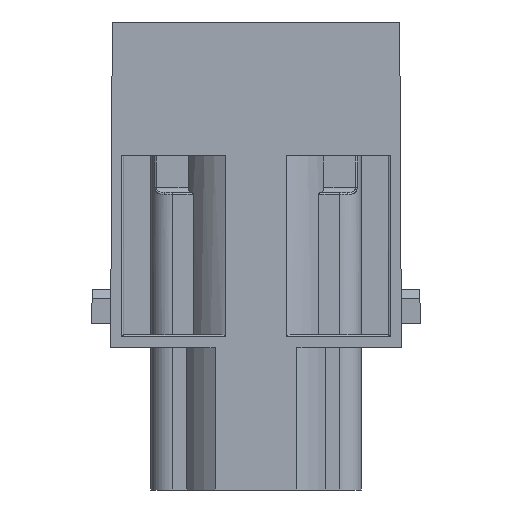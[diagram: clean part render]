
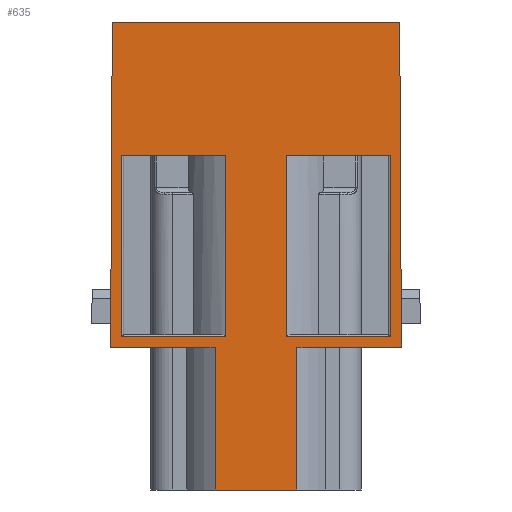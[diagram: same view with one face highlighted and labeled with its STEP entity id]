
A CAD part, front view. The second image highlights one B-rep face of the part: STEP entity #635.
In plain terms, the highlighted planar face has unit normal (0, -1, 0).
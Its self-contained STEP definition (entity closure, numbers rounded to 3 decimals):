
#635=ADVANCED_FACE('',(#1149,#1150,#1151),#873,.T.);
#873=PLANE('',#4894);
#1149=FACE_BOUND('',#1220,.T.);
#1150=FACE_BOUND('',#1221,.T.);
#1151=FACE_BOUND('',#1222,.T.);
#1220=EDGE_LOOP('',(#1800,#1801,#1802,#1803));
#1221=EDGE_LOOP('',(#1804,#1805,#1806,#1807,#1808,#1809,#1810,#1811));
#1222=EDGE_LOOP('',(#1812,#1813,#1814,#1815));
#1800=ORIENTED_EDGE('',*,*,#3544,.F.);
#1801=ORIENTED_EDGE('',*,*,#3421,.F.);
#1802=ORIENTED_EDGE('',*,*,#3386,.T.);
#1803=ORIENTED_EDGE('',*,*,#3411,.T.);
#1804=ORIENTED_EDGE('',*,*,#3518,.T.);
#1805=ORIENTED_EDGE('',*,*,#3545,.T.);
#1806=ORIENTED_EDGE('',*,*,#3546,.T.);
#1807=ORIENTED_EDGE('',*,*,#3547,.F.);
#1808=ORIENTED_EDGE('',*,*,#3473,.F.);
#1809=ORIENTED_EDGE('',*,*,#3548,.T.);
#1810=ORIENTED_EDGE('',*,*,#3451,.F.);
#1811=ORIENTED_EDGE('',*,*,#3391,.F.);
#1812=ORIENTED_EDGE('',*,*,#3549,.F.);
#1813=ORIENTED_EDGE('',*,*,#3550,.F.);
#1814=ORIENTED_EDGE('',*,*,#3551,.F.);
#1815=ORIENTED_EDGE('',*,*,#3552,.T.);
#2908=VERTEX_POINT('',#6660);
#2909=VERTEX_POINT('',#6662);
#2910=VERTEX_POINT('',#6666);
#2913=VERTEX_POINT('',#6671);
#2929=VERTEX_POINT('',#6728);
#2936=VERTEX_POINT('',#6791);
#2953=VERTEX_POINT('',#6902);
#2972=VERTEX_POINT('',#6943);
#2973=VERTEX_POINT('',#6945);
#3010=VERTEX_POINT('',#7032);
#3032=VERTEX_POINT('',#7084);
#3033=VERTEX_POINT('',#7086);
#3034=VERTEX_POINT('',#7090);
#3035=VERTEX_POINT('',#7091);
#3036=VERTEX_POINT('',#7093);
#3037=VERTEX_POINT('',#7095);
#3386=EDGE_CURVE('',#2909,#2908,#4071,.T.);
#3391=EDGE_CURVE('',#2913,#2910,#4075,.T.);
#3411=EDGE_CURVE('',#2908,#2929,#4092,.T.);
#3421=EDGE_CURVE('',#2909,#2936,#4096,.T.);
#3451=EDGE_CURVE('',#2910,#2953,#4111,.T.);
#3473=EDGE_CURVE('',#2972,#2973,#4121,.T.);
#3518=EDGE_CURVE('',#2913,#3010,#4154,.T.);
#3544=EDGE_CURVE('',#2936,#2929,#4178,.T.);
#3545=EDGE_CURVE('',#3010,#3032,#4179,.T.);
#3546=EDGE_CURVE('',#3032,#3033,#4180,.T.);
#3547=EDGE_CURVE('',#2973,#3033,#4181,.T.);
#3548=EDGE_CURVE('',#2972,#2953,#4182,.T.);
#3549=EDGE_CURVE('',#3034,#3035,#4183,.T.);
#3550=EDGE_CURVE('',#3036,#3034,#4184,.T.);
#3551=EDGE_CURVE('',#3037,#3036,#4185,.T.);
#3552=EDGE_CURVE('',#3037,#3035,#4186,.T.);
#4071=LINE('',#6661,#4457);
#4075=LINE('',#6672,#4461);
#4092=LINE('',#6729,#4478);
#4096=LINE('',#6790,#4482);
#4111=LINE('',#6901,#4497);
#4121=LINE('',#6944,#4507);
#4154=LINE('',#7034,#4540);
#4178=LINE('',#7082,#4564);
#4179=LINE('',#7083,#4565);
#4180=LINE('',#7085,#4566);
#4181=LINE('',#7087,#4567);
#4182=LINE('',#7088,#4568);
#4183=LINE('',#7089,#4569);
#4184=LINE('',#7092,#4570);
#4185=LINE('',#7094,#4571);
#4186=LINE('',#7096,#4572);
#4457=VECTOR('',#5379,1.);
#4461=VECTOR('',#5387,1.);
#4478=VECTOR('',#5420,1.);
#4482=VECTOR('',#5436,1.);
#4497=VECTOR('',#5491,1.);
#4507=VECTOR('',#5527,1.);
#4540=VECTOR('',#5596,1.);
#4564=VECTOR('',#5628,1.);
#4565=VECTOR('',#5629,1.);
#4566=VECTOR('',#5630,1.);
#4567=VECTOR('',#5631,1.);
#4568=VECTOR('',#5632,1.);
#4569=VECTOR('',#5633,1.);
#4570=VECTOR('',#5634,1.);
#4571=VECTOR('',#5635,1.);
#4572=VECTOR('',#5636,1.);
#4894=AXIS2_PLACEMENT_3D('',#7097,#5637,#5638);
#5379=DIRECTION('',(0.,0.,-1.));
#5387=DIRECTION('',(0.005,0.,-1.));
#5420=DIRECTION('',(-1.,0.,0.));
#5436=DIRECTION('',(-1.,0.,0.));
#5491=DIRECTION('',(-1.,0.,0.));
#5527=DIRECTION('',(-1.,0.,0.));
#5596=DIRECTION('',(-1.,0.,0.));
#5628=DIRECTION('',(0.,0.,-1.));
#5629=DIRECTION('',(-0.005,0.,-1.));
#5630=DIRECTION('',(1.,0.,0.));
#5631=DIRECTION('',(0.,0.,1.));
#5632=DIRECTION('',(0.,0.,1.));
#5633=DIRECTION('',(0.,0.,1.));
#5634=DIRECTION('',(1.,0.,0.));
#5635=DIRECTION('',(0.,0.,-1.));
#5636=DIRECTION('',(1.,0.,0.));
#5637=DIRECTION('',(0.,-1.,0.));
#5638=DIRECTION('',(1.,0.,0.));
#6660=CARTESIAN_POINT('',(13.95,-7.3,-62.55));
#6661=CARTESIAN_POINT('',(13.95,-7.3,-75.75));
#6662=CARTESIAN_POINT('',(13.95,-7.3,-43.75));
#6666=CARTESIAN_POINT('',(15.1,-7.3,-63.7));
#6671=CARTESIAN_POINT('',(14.925,-7.3,-29.85));
#6672=CARTESIAN_POINT('',(14.925,-7.3,-29.85));
#6728=CARTESIAN_POINT('',(3.148,-7.3,-62.55));
#6729=CARTESIAN_POINT('',(0.,-7.3,-62.55));
#6790=CARTESIAN_POINT('',(15.1,-7.3,-43.75));
#6791=CARTESIAN_POINT('',(3.148,-7.3,-43.75));
#6901=CARTESIAN_POINT('',(15.1,-7.3,-63.7));
#6902=CARTESIAN_POINT('',(4.256,-7.3,-63.7));
#6943=CARTESIAN_POINT('',(4.256,-7.3,-78.45));
#6944=CARTESIAN_POINT('',(0.,-7.3,-78.45));
#6945=CARTESIAN_POINT('',(-4.256,-7.3,-78.45));
#7032=CARTESIAN_POINT('',(-14.925,-7.3,-29.85));
#7034=CARTESIAN_POINT('',(-14.925,-7.3,-29.85));
#7082=CARTESIAN_POINT('',(3.148,-7.3,-75.75));
#7083=CARTESIAN_POINT('',(-14.925,-7.3,-29.85));
#7084=CARTESIAN_POINT('',(-15.1,-7.3,-63.7));
#7085=CARTESIAN_POINT('',(-15.1,-7.3,-63.7));
#7086=CARTESIAN_POINT('',(-4.256,-7.3,-63.7));
#7087=CARTESIAN_POINT('',(-4.256,-7.3,-75.75));
#7088=CARTESIAN_POINT('',(4.256,-7.3,-75.75));
#7089=CARTESIAN_POINT('',(-3.148,-7.3,-75.75));
#7090=CARTESIAN_POINT('',(-3.148,-7.3,-62.55));
#7091=CARTESIAN_POINT('',(-3.148,-7.3,-43.75));
#7092=CARTESIAN_POINT('',(0.,-7.3,-62.55));
#7093=CARTESIAN_POINT('',(-13.95,-7.3,-62.55));
#7094=CARTESIAN_POINT('',(-13.95,-7.3,-75.75));
#7095=CARTESIAN_POINT('',(-13.95,-7.3,-43.75));
#7096=CARTESIAN_POINT('',(-15.1,-7.3,-43.75));
#7097=CARTESIAN_POINT('',(0.,-7.3,-75.75));
